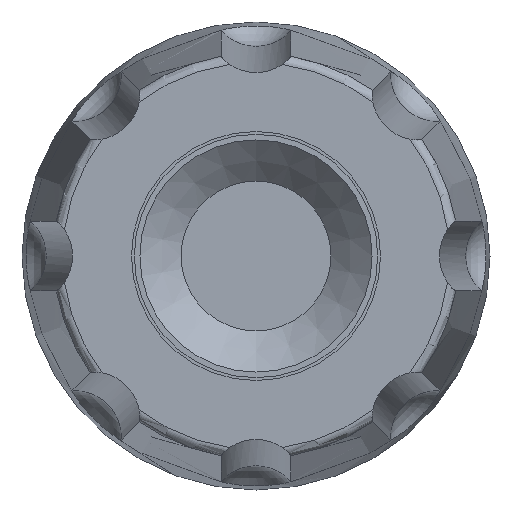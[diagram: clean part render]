
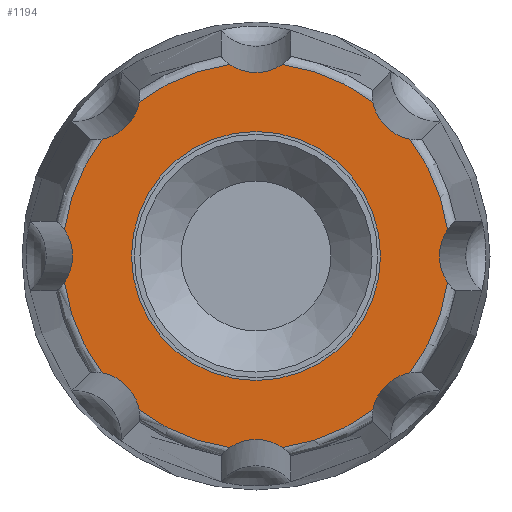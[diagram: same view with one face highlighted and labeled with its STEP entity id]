
A CAD part, front view. The second image highlights one B-rep face of the part: STEP entity #1194.
In plain terms, the highlighted planar face has unit normal (0, -1, 0).
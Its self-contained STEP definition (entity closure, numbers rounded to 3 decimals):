
#21=ELLIPSE('',#1277,1.252,1.25);
#22=ELLIPSE('',#1292,1.252,1.25);
#23=ELLIPSE('',#1297,1.252,1.25);
#24=ELLIPSE('',#1299,1.252,1.25);
#25=ELLIPSE('',#1301,1.252,1.25);
#26=ELLIPSE('',#1303,1.252,1.25);
#27=ELLIPSE('',#1305,1.252,1.25);
#28=ELLIPSE('',#1307,1.252,1.25);
#50=FACE_BOUND('',#176,.T.);
#61=PLANE('',#1294);
#118=FACE_OUTER_BOUND('',#175,.T.);
#175=EDGE_LOOP('',(#1048,#1049,#1050,#1051,#1052,#1053,#1054,#1055,#1056,
#1057,#1058,#1059,#1060,#1061,#1062,#1063));
#176=EDGE_LOOP('',(#1064));
#232=CIRCLE('',#1289,5.162);
#234=CIRCLE('',#1295,5.162);
#235=CIRCLE('',#1296,5.162);
#236=CIRCLE('',#1298,5.162);
#237=CIRCLE('',#1300,5.162);
#238=CIRCLE('',#1302,5.162);
#239=CIRCLE('',#1304,5.162);
#240=CIRCLE('',#1306,5.162);
#241=CIRCLE('',#1308,3.325);
#493=VERTEX_POINT('',#15023);
#494=VERTEX_POINT('',#15036);
#526=VERTEX_POINT('',#15354);
#527=VERTEX_POINT('',#15370);
#528=VERTEX_POINT('',#15383);
#529=VERTEX_POINT('',#15400);
#530=VERTEX_POINT('',#15402);
#531=VERTEX_POINT('',#15404);
#532=VERTEX_POINT('',#15406);
#533=VERTEX_POINT('',#15408);
#534=VERTEX_POINT('',#15410);
#535=VERTEX_POINT('',#15412);
#536=VERTEX_POINT('',#15414);
#537=VERTEX_POINT('',#15416);
#538=VERTEX_POINT('',#15418);
#539=VERTEX_POINT('',#15420);
#540=VERTEX_POINT('',#15423);
#670=EDGE_CURVE('',#494,#493,#21,.T.);
#705=EDGE_CURVE('',#494,#526,#232,.T.);
#709=EDGE_CURVE('',#528,#527,#22,.T.);
#711=EDGE_CURVE('',#528,#493,#234,.T.);
#712=EDGE_CURVE('',#529,#527,#235,.T.);
#713=EDGE_CURVE('',#529,#530,#23,.T.);
#714=EDGE_CURVE('',#531,#530,#236,.T.);
#715=EDGE_CURVE('',#531,#532,#24,.T.);
#716=EDGE_CURVE('',#533,#532,#237,.T.);
#717=EDGE_CURVE('',#533,#534,#25,.T.);
#718=EDGE_CURVE('',#535,#534,#238,.T.);
#719=EDGE_CURVE('',#535,#536,#26,.T.);
#720=EDGE_CURVE('',#537,#536,#239,.T.);
#721=EDGE_CURVE('',#537,#538,#27,.T.);
#722=EDGE_CURVE('',#539,#538,#240,.T.);
#723=EDGE_CURVE('',#539,#526,#28,.T.);
#724=EDGE_CURVE('',#540,#540,#241,.T.);
#1048=ORIENTED_EDGE('',*,*,#670,.T.);
#1049=ORIENTED_EDGE('',*,*,#711,.F.);
#1050=ORIENTED_EDGE('',*,*,#709,.T.);
#1051=ORIENTED_EDGE('',*,*,#712,.F.);
#1052=ORIENTED_EDGE('',*,*,#713,.T.);
#1053=ORIENTED_EDGE('',*,*,#714,.F.);
#1054=ORIENTED_EDGE('',*,*,#715,.T.);
#1055=ORIENTED_EDGE('',*,*,#716,.F.);
#1056=ORIENTED_EDGE('',*,*,#717,.T.);
#1057=ORIENTED_EDGE('',*,*,#718,.F.);
#1058=ORIENTED_EDGE('',*,*,#719,.T.);
#1059=ORIENTED_EDGE('',*,*,#720,.F.);
#1060=ORIENTED_EDGE('',*,*,#721,.T.);
#1061=ORIENTED_EDGE('',*,*,#722,.F.);
#1062=ORIENTED_EDGE('',*,*,#723,.T.);
#1063=ORIENTED_EDGE('',*,*,#705,.F.);
#1064=ORIENTED_EDGE('',*,*,#724,.T.);
#1194=ADVANCED_FACE('',(#118,#50),#61,.T.);
#1277=AXIS2_PLACEMENT_3D('',#15037,#1441,#1442);
#1289=AXIS2_PLACEMENT_3D('',#15355,#1466,#1467);
#1292=AXIS2_PLACEMENT_3D('',#15384,#1472,#1473);
#1294=AXIS2_PLACEMENT_3D('',#15398,#1476,#1477);
#1295=AXIS2_PLACEMENT_3D('',#15399,#1478,#1479);
#1296=AXIS2_PLACEMENT_3D('',#15401,#1480,#1481);
#1297=AXIS2_PLACEMENT_3D('',#15403,#1482,#1483);
#1298=AXIS2_PLACEMENT_3D('',#15405,#1484,#1485);
#1299=AXIS2_PLACEMENT_3D('',#15407,#1486,#1487);
#1300=AXIS2_PLACEMENT_3D('',#15409,#1488,#1489);
#1301=AXIS2_PLACEMENT_3D('',#15411,#1490,#1491);
#1302=AXIS2_PLACEMENT_3D('',#15413,#1492,#1493);
#1303=AXIS2_PLACEMENT_3D('',#15415,#1494,#1495);
#1304=AXIS2_PLACEMENT_3D('',#15417,#1496,#1497);
#1305=AXIS2_PLACEMENT_3D('',#15419,#1498,#1499);
#1306=AXIS2_PLACEMENT_3D('',#15421,#1500,#1501);
#1307=AXIS2_PLACEMENT_3D('',#15422,#1502,#1503);
#1308=AXIS2_PLACEMENT_3D('',#15424,#1504,#1505);
#1441=DIRECTION('center_axis',(0.,1.,0.));
#1442=DIRECTION('ref_axis',(1.,0.,0.));
#1466=DIRECTION('center_axis',(0.,1.,0.));
#1467=DIRECTION('ref_axis',(-1.,0.,0.));
#1472=DIRECTION('center_axis',(0.,1.,0.));
#1473=DIRECTION('ref_axis',(0.707,0.,0.707));
#1476=DIRECTION('center_axis',(0.,-1.,0.));
#1477=DIRECTION('ref_axis',(1.,0.,0.));
#1478=DIRECTION('center_axis',(0.,1.,0.));
#1479=DIRECTION('ref_axis',(-1.,0.,0.));
#1480=DIRECTION('center_axis',(0.,1.,0.));
#1481=DIRECTION('ref_axis',(-1.,0.,0.));
#1482=DIRECTION('center_axis',(0.,1.,0.));
#1483=DIRECTION('ref_axis',(0.,0.,
1.));
#1484=DIRECTION('center_axis',(0.,1.,0.));
#1485=DIRECTION('ref_axis',(-1.,0.,0.));
#1486=DIRECTION('center_axis',(0.,1.,0.));
#1487=DIRECTION('ref_axis',(-0.707,0.,0.707));
#1488=DIRECTION('center_axis',(0.,1.,0.));
#1489=DIRECTION('ref_axis',(-1.,0.,0.));
#1490=DIRECTION('center_axis',(0.,1.,0.));
#1491=DIRECTION('ref_axis',(-1.,0.,0.));
#1492=DIRECTION('center_axis',(0.,1.,0.));
#1493=DIRECTION('ref_axis',(-1.,0.,0.));
#1494=DIRECTION('center_axis',(0.,1.,0.));
#1495=DIRECTION('ref_axis',(-0.707,0.,-0.707));
#1496=DIRECTION('center_axis',(0.,1.,0.));
#1497=DIRECTION('ref_axis',(-1.,0.,0.));
#1498=DIRECTION('center_axis',(0.,1.,0.));
#1499=DIRECTION('ref_axis',(0.,0.,-1.));
#1500=DIRECTION('center_axis',(0.,1.,0.));
#1501=DIRECTION('ref_axis',(-1.,0.,0.));
#1502=DIRECTION('center_axis',(0.,1.,0.));
#1503=DIRECTION('ref_axis',(0.707,0.,-0.707));
#1504=DIRECTION('center_axis',(0.,1.,0.));
#1505=DIRECTION('ref_axis',(0.,0.,1.));
#15023=CARTESIAN_POINT('',(-5.114,-24.85,-0.702));
#15036=CARTESIAN_POINT('',(-5.114,-24.85,0.702));
#15037=CARTESIAN_POINT('Origin',(-6.15,-24.85,0.));
#15354=CARTESIAN_POINT('',(-4.113,-24.85,3.12));
#15355=CARTESIAN_POINT('Origin',(0.,-24.85,0.));
#15370=CARTESIAN_POINT('',(-3.12,-24.85,-4.113));
#15383=CARTESIAN_POINT('',(-4.113,-24.85,-3.12));
#15384=CARTESIAN_POINT('Origin',(-4.349,-24.85,-4.349));
#15398=CARTESIAN_POINT('Origin',(0.,-24.85,0.));
#15399=CARTESIAN_POINT('Origin',(0.,-24.85,0.));
#15400=CARTESIAN_POINT('',(-0.702,-24.85,-5.114));
#15401=CARTESIAN_POINT('Origin',(0.,-24.85,0.));
#15402=CARTESIAN_POINT('',(0.702,-24.85,-5.114));
#15403=CARTESIAN_POINT('Origin',(0.,-24.85,-6.15));
#15404=CARTESIAN_POINT('',(3.12,-24.85,-4.113));
#15405=CARTESIAN_POINT('Origin',(0.,-24.85,0.));
#15406=CARTESIAN_POINT('',(4.113,-24.85,-3.12));
#15407=CARTESIAN_POINT('Origin',(4.349,-24.85,-4.349));
#15408=CARTESIAN_POINT('',(5.114,-24.85,-0.702));
#15409=CARTESIAN_POINT('Origin',(0.,-24.85,0.));
#15410=CARTESIAN_POINT('',(5.114,-24.85,0.702));
#15411=CARTESIAN_POINT('Origin',(6.15,-24.85,0.));
#15412=CARTESIAN_POINT('',(4.113,-24.85,3.12));
#15413=CARTESIAN_POINT('Origin',(0.,-24.85,0.));
#15414=CARTESIAN_POINT('',(3.12,-24.85,4.113));
#15415=CARTESIAN_POINT('Origin',(4.349,-24.85,4.349));
#15416=CARTESIAN_POINT('',(0.702,-24.85,5.114));
#15417=CARTESIAN_POINT('Origin',(0.,-24.85,0.));
#15418=CARTESIAN_POINT('',(-0.702,-24.85,5.114));
#15419=CARTESIAN_POINT('Origin',(0.,-24.85,6.15));
#15420=CARTESIAN_POINT('',(-3.12,-24.85,4.113));
#15421=CARTESIAN_POINT('Origin',(0.,-24.85,0.));
#15422=CARTESIAN_POINT('Origin',(-4.349,-24.85,4.349));
#15423=CARTESIAN_POINT('',(0.,-24.85,-3.325));
#15424=CARTESIAN_POINT('Origin',(0.,-24.85,0.));
